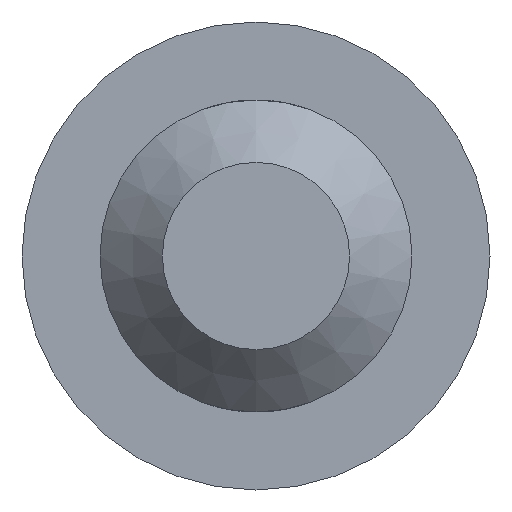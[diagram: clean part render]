
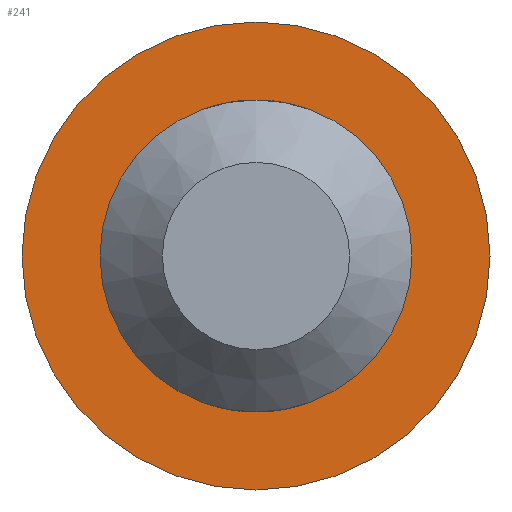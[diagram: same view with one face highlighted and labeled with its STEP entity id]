
A CAD part, left-side view. The second image highlights one B-rep face of the part: STEP entity #241.
In plain terms, the highlighted planar face has unit normal (-1, 0, 0).
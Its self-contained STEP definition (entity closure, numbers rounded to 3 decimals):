
#10 = EDGE_LOOP ( 'NONE', ( #103 ) ) ;
#11 = ORIENTED_EDGE ( 'NONE', *, *, #146, .F. ) ;
#13 = AXIS2_PLACEMENT_3D ( 'NONE', #178, #230, #125 ) ;
#19 = CARTESIAN_POINT ( 'NONE',  ( 12., 0., 0. ) ) ;
#41 = VERTEX_POINT ( 'NONE', #174 ) ;
#59 = DIRECTION ( 'NONE',  ( 0., 0., 1. ) ) ;
#61 = DIRECTION ( 'NONE',  ( -1., 0., 0. ) ) ;
#67 = CIRCLE ( 'NONE', #202, 2. ) ;
#78 = AXIS2_PLACEMENT_3D ( 'NONE', #173, #222, #114 ) ;
#102 = VERTEX_POINT ( 'NONE', #180 ) ;
#103 = ORIENTED_EDGE ( 'NONE', *, *, #111, .T. ) ;
#111 = EDGE_CURVE ( 'NONE', #41, #41, #187, .T. ) ;
#114 = DIRECTION ( 'NONE',  ( 0., 0., 1. ) ) ;
#125 = DIRECTION ( 'NONE',  ( 0., 0., -1. ) ) ;
#140 = FACE_OUTER_BOUND ( 'NONE', #10, .T. ) ;
#146 = EDGE_CURVE ( 'NONE', #102, #102, #67, .T. ) ;
#154 = PLANE ( 'NONE',  #13 ) ;
#157 = EDGE_LOOP ( 'NONE', ( #11 ) ) ;
#173 = CARTESIAN_POINT ( 'NONE',  ( 12., 0., 0. ) ) ;
#174 = CARTESIAN_POINT ( 'NONE',  ( 12., 0., 3. ) ) ;
#178 = CARTESIAN_POINT ( 'NONE',  ( 12., 3., 0. ) ) ;
#180 = CARTESIAN_POINT ( 'NONE',  ( 12., 0., 2. ) ) ;
#187 = CIRCLE ( 'NONE', #78, 3. ) ;
#194 = FACE_BOUND ( 'NONE', #157, .T. ) ;
#202 = AXIS2_PLACEMENT_3D ( 'NONE', #19, #61, #59 ) ;
#222 = DIRECTION ( 'NONE',  ( -1., 0., 0. ) ) ;
#230 = DIRECTION ( 'NONE',  ( 1., 0., 0. ) ) ;
#241 = ADVANCED_FACE ( 'NONE', ( #194, #140 ), #154, .F. ) ;
